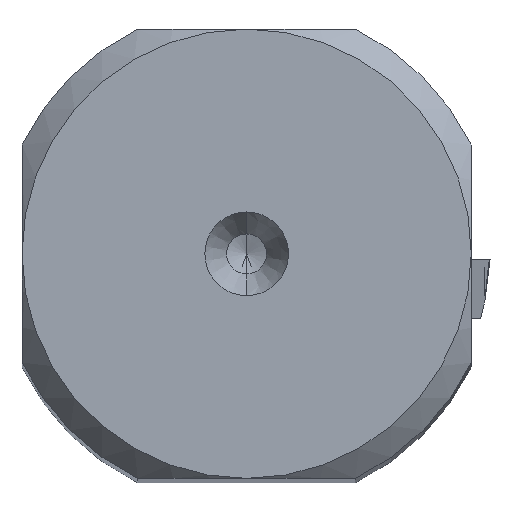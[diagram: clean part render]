
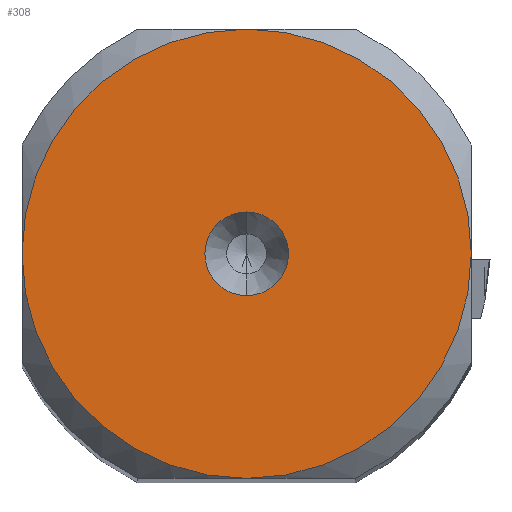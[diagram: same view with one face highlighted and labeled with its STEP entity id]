
A CAD part, top view. The second image highlights one B-rep face of the part: STEP entity #308.
In plain terms, the highlighted planar face has unit normal (0, 0, 1).
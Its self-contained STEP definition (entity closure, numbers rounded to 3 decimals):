
#308=ADVANCED_FACE('',(#438,#439),#406,.T.);
#406=PLANE('',#2142);
#438=FACE_BOUND('',#464,.T.);
#439=FACE_BOUND('',#465,.T.);
#464=EDGE_LOOP('',(#640,#641,#642,#643));
#465=EDGE_LOOP('',(#644,#645));
#640=ORIENTED_EDGE('',*,*,#1376,.F.);
#641=ORIENTED_EDGE('',*,*,#1377,.F.);
#642=ORIENTED_EDGE('',*,*,#1378,.F.);
#643=ORIENTED_EDGE('',*,*,#1379,.F.);
#644=ORIENTED_EDGE('',*,*,#1380,.F.);
#645=ORIENTED_EDGE('',*,*,#1381,.F.);
#1170=VERTEX_POINT('',#3010);
#1171=VERTEX_POINT('',#3011);
#1172=VERTEX_POINT('',#3013);
#1173=VERTEX_POINT('',#3015);
#1174=VERTEX_POINT('',#3018);
#1175=VERTEX_POINT('',#3019);
#1376=EDGE_CURVE('',#1170,#1171,#1651,.T.);
#1377=EDGE_CURVE('',#1172,#1170,#1652,.T.);
#1378=EDGE_CURVE('',#1173,#1172,#1653,.T.);
#1379=EDGE_CURVE('',#1171,#1173,#1654,.T.);
#1380=EDGE_CURVE('',#1174,#1175,#1655,.T.);
#1381=EDGE_CURVE('',#1175,#1174,#1656,.T.);
#1651=CIRCLE('',#2136,9.);
#1652=CIRCLE('',#2137,9.);
#1653=CIRCLE('',#2138,9.);
#1654=CIRCLE('',#2139,9.);
#1655=CIRCLE('',#2140,1.675);
#1656=CIRCLE('',#2141,1.675);
#2136=AXIS2_PLACEMENT_3D('',#3009,#2441,#2442);
#2137=AXIS2_PLACEMENT_3D('',#3012,#2443,#2444);
#2138=AXIS2_PLACEMENT_3D('',#3014,#2445,#2446);
#2139=AXIS2_PLACEMENT_3D('',#3016,#2447,#2448);
#2140=AXIS2_PLACEMENT_3D('',#3017,#2449,#2450);
#2141=AXIS2_PLACEMENT_3D('',#3020,#2451,#2452);
#2142=AXIS2_PLACEMENT_3D('',#3021,#2453,#2454);
#2441=DIRECTION('',(0.,0.,-1.));
#2442=DIRECTION('',(-1.,0.,0.));
#2443=DIRECTION('',(0.,0.,-1.));
#2444=DIRECTION('',(0.,-1.,0.));
#2445=DIRECTION('',(0.,0.,-1.));
#2446=DIRECTION('',(1.,0.,0.));
#2447=DIRECTION('',(0.,0.,-1.));
#2448=DIRECTION('',(0.,1.,0.));
#2449=DIRECTION('',(0.,0.,1.));
#2450=DIRECTION('',(0.,-1.,0.));
#2451=DIRECTION('',(0.,0.,1.));
#2452=DIRECTION('',(0.,1.,0.));
#2453=DIRECTION('',(0.,0.,1.));
#2454=DIRECTION('',(-1.,0.,0.));
#3009=CARTESIAN_POINT('',(0.,0.,0.));
#3010=CARTESIAN_POINT('',(-9.,0.,0.));
#3011=CARTESIAN_POINT('',(0.,9.,0.));
#3012=CARTESIAN_POINT('',(0.,0.,0.));
#3013=CARTESIAN_POINT('',(0.,-9.,0.));
#3014=CARTESIAN_POINT('',(0.,0.,0.));
#3015=CARTESIAN_POINT('',(9.,0.,0.));
#3016=CARTESIAN_POINT('',(0.,0.,0.));
#3017=CARTESIAN_POINT('',(0.,0.,0.));
#3018=CARTESIAN_POINT('',(0.,-1.675,0.));
#3019=CARTESIAN_POINT('',(0.,1.675,0.));
#3020=CARTESIAN_POINT('',(0.,0.,0.));
#3021=CARTESIAN_POINT('',(0.,0.,0.));
